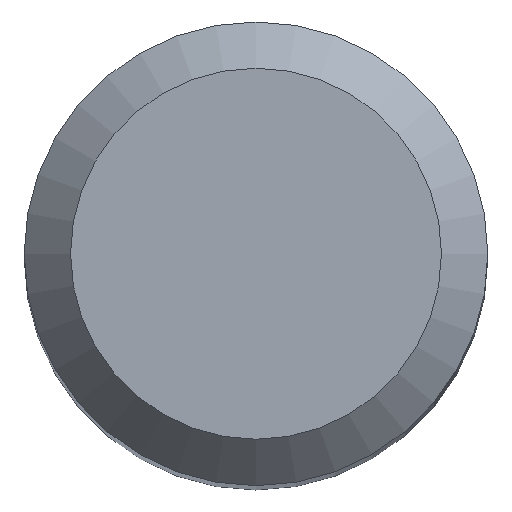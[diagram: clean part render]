
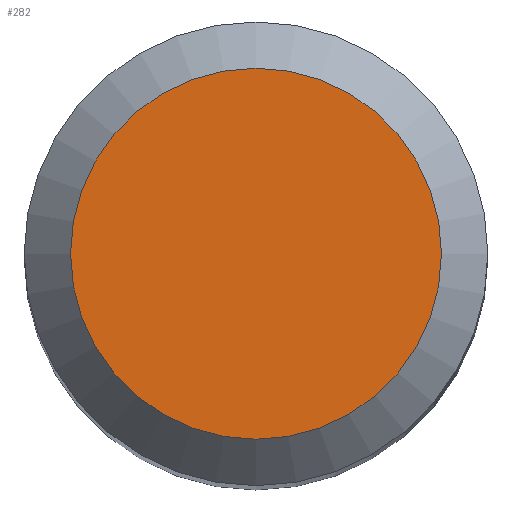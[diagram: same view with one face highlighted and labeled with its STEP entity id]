
A CAD part, top view. The second image highlights one B-rep face of the part: STEP entity #282.
In plain terms, the highlighted planar face has unit normal (0, 0, 1).
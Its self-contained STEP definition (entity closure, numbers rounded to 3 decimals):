
#2 = CARTESIAN_POINT ( 'NONE',  ( 2.4, 0., 57. ) ) ;
#30 = DIRECTION ( 'NONE',  ( -1., 0., 0. ) ) ;
#38 = VERTEX_POINT ( 'NONE', #2 ) ;
#104 = EDGE_LOOP ( 'NONE', ( #118 ) ) ;
#118 = ORIENTED_EDGE ( 'NONE', *, *, #255, .T. ) ;
#173 = DIRECTION ( 'NONE',  ( 0., 0., 1. ) ) ;
#197 = AXIS2_PLACEMENT_3D ( 'NONE', #216, #387, #30 ) ;
#216 = CARTESIAN_POINT ( 'NONE',  ( 0., 2.4, 57. ) ) ;
#241 = FACE_OUTER_BOUND ( 'NONE', #104, .T. ) ;
#255 = EDGE_CURVE ( 'NONE', #38, #38, #258, .T. ) ;
#258 = CIRCLE ( 'NONE', #391, 2.4 ) ;
#266 = PLANE ( 'NONE',  #197 ) ;
#282 = ADVANCED_FACE ( 'NONE', ( #241 ), #266, .F. ) ;
#293 = DIRECTION ( 'NONE',  ( 1., 0., 0. ) ) ;
#355 = CARTESIAN_POINT ( 'NONE',  ( 0., 0., 57. ) ) ;
#387 = DIRECTION ( 'NONE',  ( 0., 0., -1. ) ) ;
#391 = AXIS2_PLACEMENT_3D ( 'NONE', #355, #173, #293 ) ;
